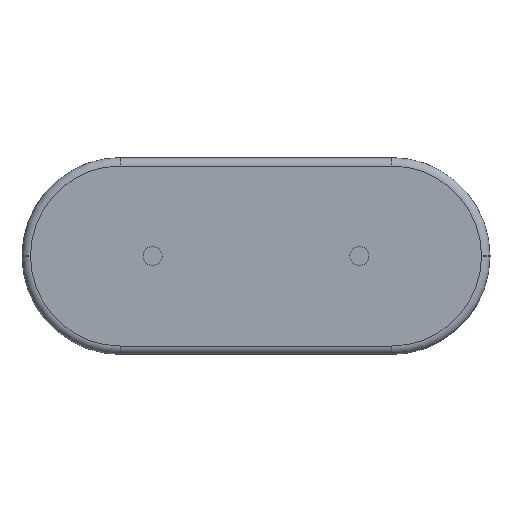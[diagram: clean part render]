
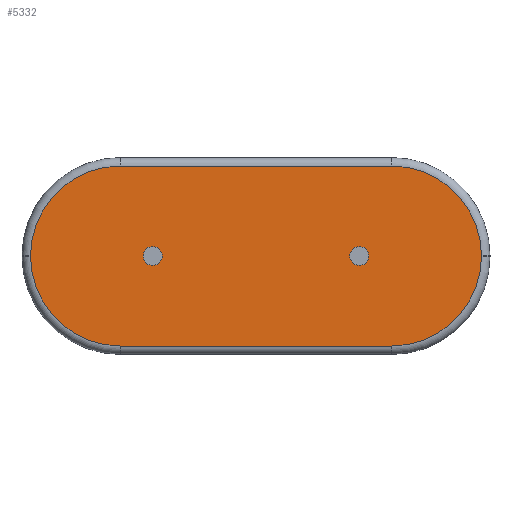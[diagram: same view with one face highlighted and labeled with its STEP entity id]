
A CAD part, front view. The second image highlights one B-rep face of the part: STEP entity #5332.
In plain terms, the highlighted planar face has unit normal (0, -1, 0).
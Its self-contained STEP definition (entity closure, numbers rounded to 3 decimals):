
#40 = ORIENTED_EDGE ( 'NONE', *, *, #4248, .T. ) ;
#61 = VERTEX_POINT ( 'NONE', #2704 ) ;
#129 = ORIENTED_EDGE ( 'NONE', *, *, #4075, .F. ) ;
#185 = VERTEX_POINT ( 'NONE', #4912 ) ;
#225 = CIRCLE ( 'NONE', #2435, 0.225 ) ;
#265 = DIRECTION ( 'NONE',  ( 0., -1., 0. ) ) ;
#278 = EDGE_CURVE ( 'NONE', #2590, #5732, #2184, .T. ) ;
#289 = VECTOR ( 'NONE', #6042, 1000. ) ;
#348 = DIRECTION ( 'NONE',  ( 0., -1., 0. ) ) ;
#375 = CIRCLE ( 'NONE', #3602, 2.124 ) ;
#423 = DIRECTION ( 'NONE',  ( 0., -1., 0. ) ) ;
#483 = CARTESIAN_POINT ( 'NONE',  ( 2.44, 0., 0. ) ) ;
#572 = VERTEX_POINT ( 'NONE', #4551 ) ;
#675 = CARTESIAN_POINT ( 'NONE',  ( -2.44, 0., 0. ) ) ;
#835 = FACE_BOUND ( 'NONE', #5356, .T. ) ;
#979 = CIRCLE ( 'NONE', #4413, 2.124 ) ;
#1097 = DIRECTION ( 'NONE',  ( 0., -1., 0. ) ) ;
#1156 = AXIS2_PLACEMENT_3D ( 'NONE', #3842, #1472, #4513 ) ;
#1179 = ORIENTED_EDGE ( 'NONE', *, *, #2597, .T. ) ;
#1231 = CARTESIAN_POINT ( 'NONE',  ( -3.201, 0., -2.125 ) ) ;
#1420 = EDGE_CURVE ( 'NONE', #2865, #4476, #6298, .T. ) ;
#1457 = AXIS2_PLACEMENT_3D ( 'NONE', #483, #6239, #3327 ) ;
#1472 = DIRECTION ( 'NONE',  ( 0., -1., 0. ) ) ;
#1551 = ORIENTED_EDGE ( 'NONE', *, *, #3083, .T. ) ;
#1575 = EDGE_CURVE ( 'NONE', #572, #2136, #3404, .T. ) ;
#1743 = FACE_BOUND ( 'NONE', #3226, .T. ) ;
#1768 = VERTEX_POINT ( 'NONE', #6006 ) ;
#1778 = ORIENTED_EDGE ( 'NONE', *, *, #4406, .T. ) ;
#1798 = DIRECTION ( 'NONE',  ( 0., 0., -1. ) ) ;
#1833 = DIRECTION ( 'NONE',  ( 0., 0., -1. ) ) ;
#1838 = CARTESIAN_POINT ( 'NONE',  ( 5.325, 0., -0.001 ) ) ;
#1859 = CARTESIAN_POINT ( 'NONE',  ( 3.201, 0., -0.001 ) ) ;
#1885 = DIRECTION ( 'NONE',  ( 0., 0., -1. ) ) ;
#1907 = ORIENTED_EDGE ( 'NONE', *, *, #5728, .T. ) ;
#1993 = CIRCLE ( 'NONE', #3977, 2.124 ) ;
#2040 = DIRECTION ( 'NONE',  ( 0., 0., -1. ) ) ;
#2136 = VERTEX_POINT ( 'NONE', #3419 ) ;
#2184 = LINE ( 'NONE', #4054, #289 ) ;
#2188 = LINE ( 'NONE', #2225, #4780 ) ;
#2225 = CARTESIAN_POINT ( 'NONE',  ( -5.325, 0., -0.001 ) ) ;
#2230 = EDGE_CURVE ( 'NONE', #2136, #572, #225, .T. ) ;
#2435 = AXIS2_PLACEMENT_3D ( 'NONE', #3284, #6178, #3714 ) ;
#2590 = VERTEX_POINT ( 'NONE', #1231 ) ;
#2597 = EDGE_CURVE ( 'NONE', #4699, #5290, #375, .T. ) ;
#2704 = CARTESIAN_POINT ( 'NONE',  ( 3.201, 0., 2.125 ) ) ;
#2816 = LINE ( 'NONE', #3162, #3956 ) ;
#2865 = VERTEX_POINT ( 'NONE', #5851 ) ;
#2878 = CARTESIAN_POINT ( 'NONE',  ( 3.201, 0., 0.001 ) ) ;
#3001 = AXIS2_PLACEMENT_3D ( 'NONE', #5659, #4233, #4718 ) ;
#3083 = EDGE_CURVE ( 'NONE', #185, #61, #979, .T. ) ;
#3162 = CARTESIAN_POINT ( 'NONE',  ( 5.325, 0., 0.001 ) ) ;
#3226 = EDGE_LOOP ( 'NONE', ( #3880, #3935 ) ) ;
#3252 = CARTESIAN_POINT ( 'NONE',  ( -2.44, 0., 0. ) ) ;
#3276 = FACE_OUTER_BOUND ( 'NONE', #3796, .T. ) ;
#3284 = CARTESIAN_POINT ( 'NONE',  ( 2.44, 0., 0. ) ) ;
#3327 = DIRECTION ( 'NONE',  ( 0., 0., -1. ) ) ;
#3404 = CIRCLE ( 'NONE', #1457, 0.225 ) ;
#3419 = CARTESIAN_POINT ( 'NONE',  ( 2.44, 0., -0.225 ) ) ;
#3467 = ORIENTED_EDGE ( 'NONE', *, *, #1420, .F. ) ;
#3602 = AXIS2_PLACEMENT_3D ( 'NONE', #5167, #265, #5676 ) ;
#3714 = DIRECTION ( 'NONE',  ( 0., 0., -1. ) ) ;
#3761 = CARTESIAN_POINT ( 'NONE',  ( 3.201, 0., -2.125 ) ) ;
#3796 = EDGE_LOOP ( 'NONE', ( #1778, #1179, #6138, #4258, #5810, #1907, #40, #1551 ) ) ;
#3800 = CARTESIAN_POINT ( 'NONE',  ( -3.201, 0., 2.125 ) ) ;
#3842 = CARTESIAN_POINT ( 'NONE',  ( 3.201, 0., -0.001 ) ) ;
#3880 = ORIENTED_EDGE ( 'NONE', *, *, #1575, .F. ) ;
#3935 = ORIENTED_EDGE ( 'NONE', *, *, #2230, .F. ) ;
#3956 = VECTOR ( 'NONE', #6063, 1000. ) ;
#3977 = AXIS2_PLACEMENT_3D ( 'NONE', #1859, #5246, #1885 ) ;
#4054 = CARTESIAN_POINT ( 'NONE',  ( 3.201, 0., -2.125 ) ) ;
#4075 = EDGE_CURVE ( 'NONE', #4476, #2865, #5393, .T. ) ;
#4083 = VERTEX_POINT ( 'NONE', #1838 ) ;
#4210 = CARTESIAN_POINT ( 'NONE',  ( -2.44, 0., -0.225 ) ) ;
#4233 = DIRECTION ( 'NONE',  ( 0., -1., 0. ) ) ;
#4248 = EDGE_CURVE ( 'NONE', #4083, #185, #2816, .T. ) ;
#4257 = DIRECTION ( 'NONE',  ( -1., 0., 0. ) ) ;
#4258 = ORIENTED_EDGE ( 'NONE', *, *, #5570, .T. ) ;
#4406 = EDGE_CURVE ( 'NONE', #61, #4699, #5915, .T. ) ;
#4413 = AXIS2_PLACEMENT_3D ( 'NONE', #2878, #423, #1833 ) ;
#4476 = VERTEX_POINT ( 'NONE', #4210 ) ;
#4513 = DIRECTION ( 'NONE',  ( 0., 0., -1. ) ) ;
#4525 = EDGE_CURVE ( 'NONE', #5290, #1768, #2188, .T. ) ;
#4551 = CARTESIAN_POINT ( 'NONE',  ( 2.44, 0., 0.225 ) ) ;
#4699 = VERTEX_POINT ( 'NONE', #5500 ) ;
#4718 = DIRECTION ( 'NONE',  ( 0., 0., -1. ) ) ;
#4780 = VECTOR ( 'NONE', #5637, 1000. ) ;
#4893 = PLANE ( 'NONE',  #1156 ) ;
#4912 = CARTESIAN_POINT ( 'NONE',  ( 5.325, 0., 0.001 ) ) ;
#5167 = CARTESIAN_POINT ( 'NONE',  ( -3.201, 0., 0.001 ) ) ;
#5246 = DIRECTION ( 'NONE',  ( 0., -1., 0. ) ) ;
#5286 = AXIS2_PLACEMENT_3D ( 'NONE', #3252, #348, #1798 ) ;
#5290 = VERTEX_POINT ( 'NONE', #5729 ) ;
#5332 = ADVANCED_FACE ( 'NONE', ( #1743, #835, #3276 ), #4893, .T. ) ;
#5356 = EDGE_LOOP ( 'NONE', ( #3467, #129 ) ) ;
#5393 = CIRCLE ( 'NONE', #5722, 0.225 ) ;
#5500 = CARTESIAN_POINT ( 'NONE',  ( -3.201, 0., 2.125 ) ) ;
#5570 = EDGE_CURVE ( 'NONE', #1768, #2590, #5872, .T. ) ;
#5637 = DIRECTION ( 'NONE',  ( 0., 0., -1. ) ) ;
#5659 = CARTESIAN_POINT ( 'NONE',  ( -3.201, 0., -0.001 ) ) ;
#5676 = DIRECTION ( 'NONE',  ( 0., 0., -1. ) ) ;
#5722 = AXIS2_PLACEMENT_3D ( 'NONE', #675, #1097, #2040 ) ;
#5728 = EDGE_CURVE ( 'NONE', #5732, #4083, #1993, .T. ) ;
#5729 = CARTESIAN_POINT ( 'NONE',  ( -5.325, 0., 0.001 ) ) ;
#5732 = VERTEX_POINT ( 'NONE', #3761 ) ;
#5810 = ORIENTED_EDGE ( 'NONE', *, *, #278, .T. ) ;
#5851 = CARTESIAN_POINT ( 'NONE',  ( -2.44, 0., 0.225 ) ) ;
#5872 = CIRCLE ( 'NONE', #3001, 2.124 ) ;
#5915 = LINE ( 'NONE', #3800, #6077 ) ;
#6006 = CARTESIAN_POINT ( 'NONE',  ( -5.325, 0., -0.001 ) ) ;
#6042 = DIRECTION ( 'NONE',  ( 1., 0., 0. ) ) ;
#6063 = DIRECTION ( 'NONE',  ( 0., 0., 1. ) ) ;
#6077 = VECTOR ( 'NONE', #4257, 1000. ) ;
#6138 = ORIENTED_EDGE ( 'NONE', *, *, #4525, .T. ) ;
#6178 = DIRECTION ( 'NONE',  ( 0., -1., 0. ) ) ;
#6239 = DIRECTION ( 'NONE',  ( 0., -1., 0. ) ) ;
#6298 = CIRCLE ( 'NONE', #5286, 0.225 ) ;
